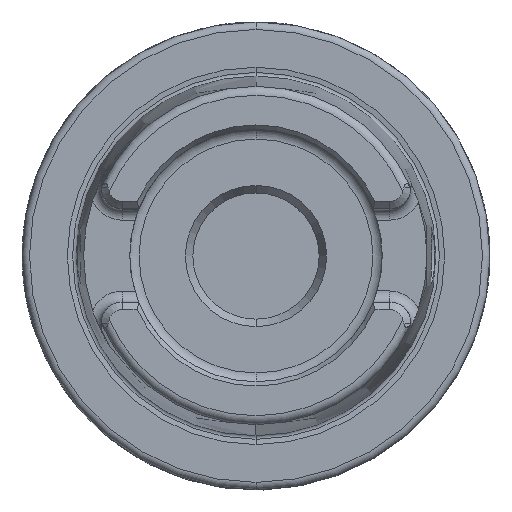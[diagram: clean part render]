
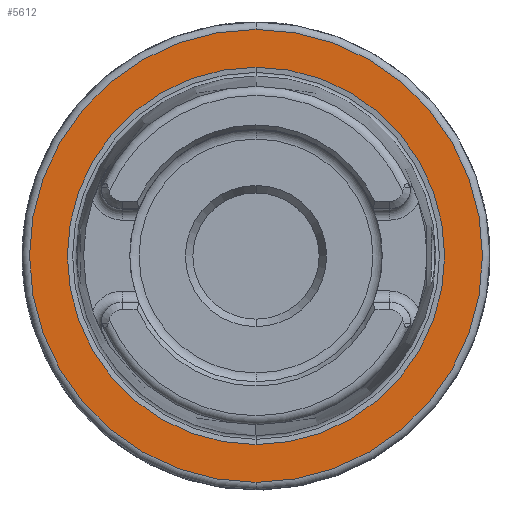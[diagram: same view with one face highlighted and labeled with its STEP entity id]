
A CAD part, top view. The second image highlights one B-rep face of the part: STEP entity #5612.
In plain terms, the highlighted planar face has unit normal (0, 0, 1).
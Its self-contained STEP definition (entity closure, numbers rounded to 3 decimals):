
#1264=CARTESIAN_POINT('',(0,0,26));
#1265=DIRECTION('',(0,0,-1));
#1266=DIRECTION('',(0,1,0));
#1267=AXIS2_PLACEMENT_3D('',#1264,#1265,#1266);
#1277=CARTESIAN_POINT('',(0,0,26));
#1278=DIRECTION('',(0,0,1));
#1279=DIRECTION('',(0,1,0));
#1280=AXIS2_PLACEMENT_3D('',#1277,#1278,#1279);
#1282=CARTESIAN_POINT('',(0,0,26));
#1283=DIRECTION('',(0,0,1));
#1284=DIRECTION('',(0,1,0));
#1285=AXIS2_PLACEMENT_3D('',#1282,#1283,#1284);
#1287=CARTESIAN_POINT('',(0,0,26));
#1288=DIRECTION('',(0,0,1));
#1289=DIRECTION('',(0,-1,0));
#1290=AXIS2_PLACEMENT_3D('',#1287,#1288,#1289);
#3637=CARTESIAN_POINT('',(0,25.409,26));
#3639=VERTEX_POINT('',#3637);
#3673=CARTESIAN_POINT('',(0,-25.409,26));
#3675=VERTEX_POINT('',#3673);
#3739=CARTESIAN_POINT('',(0,30.5,26));
#3740=CARTESIAN_POINT('',(0,-30.5,26));
#3741=VERTEX_POINT('',#3739);
#3742=VERTEX_POINT('',#3740);
#5597=CARTESIAN_POINT('',(0,0,26));
#5598=DIRECTION('',(0,0,-1));
#5599=DIRECTION('',(0,-1,0));
#5600=AXIS2_PLACEMENT_3D('',#5597,#5598,#5599);
#5601=PLANE('',#5600);
#5603=ORIENTED_EDGE('',*,*,#5602,.F.);
#5605=ORIENTED_EDGE('',*,*,#5604,.F.);
#5606=EDGE_LOOP('',(#5603,#5605));
#5607=FACE_OUTER_BOUND('',#5606,.F.);
#5608=ORIENTED_EDGE('',*,*,#5592,.T.);
#5609=ORIENTED_EDGE('',*,*,#5576,.F.);
#5610=EDGE_LOOP('',(#5608,#5609));
#5611=FACE_BOUND('',#5610,.F.);
#5612=ADVANCED_FACE('',(#5607,#5611),#5601,.F.);
#1268=CIRCLE('',#1267,25.409);
#1281=CIRCLE('',#1280,25.409);
#1286=CIRCLE('',#1285,30.5);
#1291=CIRCLE('',#1290,30.5);
#5576=EDGE_CURVE('',#3639,#3675,#1268,.T.);
#5592=EDGE_CURVE('',#3639,#3675,#1281,.T.);
#5602=EDGE_CURVE('',#3741,#3742,#1286,.T.);
#5604=EDGE_CURVE('',#3742,#3741,#1291,.T.);
